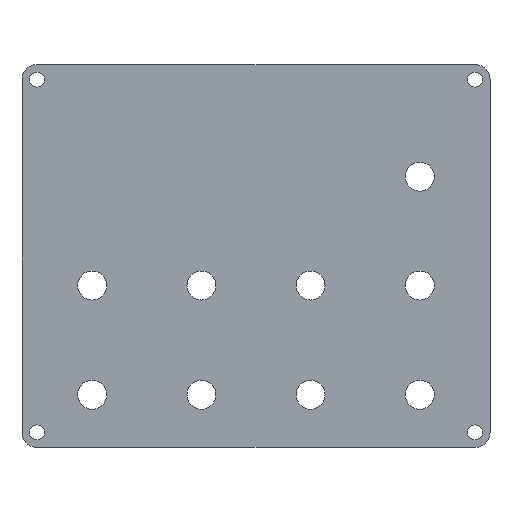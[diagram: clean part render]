
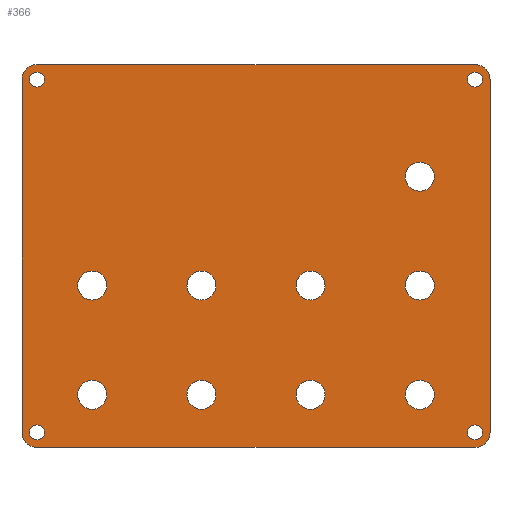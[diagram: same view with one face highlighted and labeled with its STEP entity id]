
A CAD part, top view. The second image highlights one B-rep face of the part: STEP entity #366.
In plain terms, the highlighted planar face has unit normal (0, 0, 1).
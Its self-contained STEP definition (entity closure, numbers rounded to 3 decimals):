
#42 = VERTEX_POINT('',#43);
#43 = CARTESIAN_POINT('',(93.6,3.2,1.6));
#49 = EDGE_CURVE('',#42,#50,#52,.T.);
#50 = VERTEX_POINT('',#51);
#51 = CARTESIAN_POINT('',(96.798,0.18,1.6));
#52 = CIRCLE('',#53,3.198);
#53 = AXIS2_PLACEMENT_3D('',#54,#55,#56);
#54 = CARTESIAN_POINT('',(93.605,0.002,1.6));
#55 = DIRECTION('',(0.,0.,-1.));
#56 = DIRECTION('',(-0.002,1.,0.));
#84 = VERTEX_POINT('',#85);
#85 = CARTESIAN_POINT('',(0.,3.2,1.6));
#91 = EDGE_CURVE('',#84,#42,#92,.T.);
#92 = LINE('',#93,#94);
#93 = CARTESIAN_POINT('',(0.,3.2,1.6));
#94 = VECTOR('',#95,1.);
#95 = DIRECTION('',(1.,0.,0.));
#113 = EDGE_CURVE('',#50,#114,#116,.T.);
#114 = VERTEX_POINT('',#115);
#115 = CARTESIAN_POINT('',(96.8,0.,1.6));
#116 = LINE('',#117,#118);
#117 = CARTESIAN_POINT('',(96.798,0.18,1.6));
#118 = VECTOR('',#119,1.);
#119 = DIRECTION('',(0.013,-1.,0.));
#366 = ADVANCED_FACE('',(#367,#445,#456,#467,#478,#489,#500,#511,#522,
    #533,#544,#555,#566,#577),#588,.T.);
#367 = FACE_BOUND('',#368,.T.);
#368 = EDGE_LOOP('',(#369,#370,#371,#379,#388,#396,#404,#413,#421,#429,
    #438,#444));
#369 = ORIENTED_EDGE('',*,*,#49,.F.);
#370 = ORIENTED_EDGE('',*,*,#91,.F.);
#371 = ORIENTED_EDGE('',*,*,#372,.F.);
#372 = EDGE_CURVE('',#373,#84,#375,.T.);
#373 = VERTEX_POINT('',#374);
#374 = CARTESIAN_POINT('',(-0.18,3.198,1.6));
#375 = LINE('',#376,#377);
#376 = CARTESIAN_POINT('',(-0.18,3.198,1.6));
#377 = VECTOR('',#378,1.);
#378 = DIRECTION('',(1.,0.013,0.));
#379 = ORIENTED_EDGE('',*,*,#380,.F.);
#380 = EDGE_CURVE('',#381,#373,#383,.T.);
#381 = VERTEX_POINT('',#382);
#382 = CARTESIAN_POINT('',(-3.2,0.,1.6));
#383 = CIRCLE('',#384,3.198);
#384 = AXIS2_PLACEMENT_3D('',#385,#386,#387);
#385 = CARTESIAN_POINT('',(-0.002,0.005,1.6));
#386 = DIRECTION('',(0.,0.,-1.));
#387 = DIRECTION('',(-1.,-0.001,-0.));
#388 = ORIENTED_EDGE('',*,*,#389,.F.);
#389 = EDGE_CURVE('',#390,#381,#392,.T.);
#390 = VERTEX_POINT('',#391);
#391 = CARTESIAN_POINT('',(-3.2,-75.41,1.6));
#392 = LINE('',#393,#394);
#393 = CARTESIAN_POINT('',(-3.2,-75.41,1.6));
#394 = VECTOR('',#395,1.);
#395 = DIRECTION('',(0.,1.,0.));
#396 = ORIENTED_EDGE('',*,*,#397,.F.);
#397 = EDGE_CURVE('',#398,#390,#400,.T.);
#398 = VERTEX_POINT('',#399);
#399 = CARTESIAN_POINT('',(-3.198,-75.59,1.6));
#400 = LINE('',#401,#402);
#401 = CARTESIAN_POINT('',(-3.198,-75.59,1.6));
#402 = VECTOR('',#403,1.);
#403 = DIRECTION('',(-0.014,1.,0.));
#404 = ORIENTED_EDGE('',*,*,#405,.F.);
#405 = EDGE_CURVE('',#406,#398,#408,.T.);
#406 = VERTEX_POINT('',#407);
#407 = CARTESIAN_POINT('',(0.,-78.61,1.6));
#408 = CIRCLE('',#409,3.198);
#409 = AXIS2_PLACEMENT_3D('',#410,#411,#412);
#410 = CARTESIAN_POINT('',(-0.005,-75.412,1.6));
#411 = DIRECTION('',(0.,0.,-1.));
#412 = DIRECTION('',(0.001,-1.,0.));
#413 = ORIENTED_EDGE('',*,*,#414,.F.);
#414 = EDGE_CURVE('',#415,#406,#417,.T.);
#415 = VERTEX_POINT('',#416);
#416 = CARTESIAN_POINT('',(93.6,-78.61,1.6));
#417 = LINE('',#418,#419);
#418 = CARTESIAN_POINT('',(93.6,-78.61,1.6));
#419 = VECTOR('',#420,1.);
#420 = DIRECTION('',(-1.,0.,0.));
#421 = ORIENTED_EDGE('',*,*,#422,.F.);
#422 = EDGE_CURVE('',#423,#415,#425,.T.);
#423 = VERTEX_POINT('',#424);
#424 = CARTESIAN_POINT('',(93.78,-78.607,1.6));
#425 = LINE('',#426,#427);
#426 = CARTESIAN_POINT('',(93.78,-78.607,1.6));
#427 = VECTOR('',#428,1.);
#428 = DIRECTION('',(-1.,-0.014,0.));
#429 = ORIENTED_EDGE('',*,*,#430,.F.);
#430 = EDGE_CURVE('',#431,#423,#433,.T.);
#431 = VERTEX_POINT('',#432);
#432 = CARTESIAN_POINT('',(96.8,-75.41,1.6));
#433 = CIRCLE('',#434,3.198);
#434 = AXIS2_PLACEMENT_3D('',#435,#436,#437);
#435 = CARTESIAN_POINT('',(93.602,-75.414,1.6));
#436 = DIRECTION('',(0.,0.,-1.));
#437 = DIRECTION('',(1.,0.001,0.));
#438 = ORIENTED_EDGE('',*,*,#439,.F.);
#439 = EDGE_CURVE('',#114,#431,#440,.T.);
#440 = LINE('',#441,#442);
#441 = CARTESIAN_POINT('',(96.8,0.,1.6));
#442 = VECTOR('',#443,1.);
#443 = DIRECTION('',(0.,-1.,0.));
#444 = ORIENTED_EDGE('',*,*,#113,.F.);
#445 = FACE_BOUND('',#446,.T.);
#446 = EDGE_LOOP('',(#447));
#447 = ORIENTED_EDGE('',*,*,#448,.T.);
#448 = EDGE_CURVE('',#449,#449,#451,.T.);
#449 = VERTEX_POINT('',#450);
#450 = CARTESIAN_POINT('',(0.,-77.01,1.6));
#451 = CIRCLE('',#452,1.6);
#452 = AXIS2_PLACEMENT_3D('',#453,#454,#455);
#453 = CARTESIAN_POINT('',(0.,-75.41,1.6));
#454 = DIRECTION('',(-0.,0.,-1.));
#455 = DIRECTION('',(0.,-1.,0.));
#456 = FACE_BOUND('',#457,.T.);
#457 = EDGE_LOOP('',(#458));
#458 = ORIENTED_EDGE('',*,*,#459,.F.);
#459 = EDGE_CURVE('',#460,#460,#462,.T.);
#460 = VERTEX_POINT('',#461);
#461 = CARTESIAN_POINT('',(14.9,-67.347,1.6));
#462 = CIRCLE('',#463,3.1);
#463 = AXIS2_PLACEMENT_3D('',#464,#465,#466);
#464 = CARTESIAN_POINT('',(11.8,-67.347,1.6));
#465 = DIRECTION('',(0.,0.,1.));
#466 = DIRECTION('',(1.,0.,-0.));
#467 = FACE_BOUND('',#468,.T.);
#468 = EDGE_LOOP('',(#469));
#469 = ORIENTED_EDGE('',*,*,#470,.F.);
#470 = EDGE_CURVE('',#471,#471,#473,.T.);
#471 = VERTEX_POINT('',#472);
#472 = CARTESIAN_POINT('',(38.233,-67.347,1.6));
#473 = CIRCLE('',#474,3.1);
#474 = AXIS2_PLACEMENT_3D('',#475,#476,#477);
#475 = CARTESIAN_POINT('',(35.133,-67.347,1.6));
#476 = DIRECTION('',(0.,0.,1.));
#477 = DIRECTION('',(1.,0.,-0.));
#478 = FACE_BOUND('',#479,.T.);
#479 = EDGE_LOOP('',(#480));
#480 = ORIENTED_EDGE('',*,*,#481,.F.);
#481 = EDGE_CURVE('',#482,#482,#484,.T.);
#482 = VERTEX_POINT('',#483);
#483 = CARTESIAN_POINT('',(14.9,-44.013,1.6));
#484 = CIRCLE('',#485,3.1);
#485 = AXIS2_PLACEMENT_3D('',#486,#487,#488);
#486 = CARTESIAN_POINT('',(11.8,-44.013,1.6));
#487 = DIRECTION('',(0.,0.,1.));
#488 = DIRECTION('',(1.,0.,-0.));
#489 = FACE_BOUND('',#490,.T.);
#490 = EDGE_LOOP('',(#491));
#491 = ORIENTED_EDGE('',*,*,#492,.F.);
#492 = EDGE_CURVE('',#493,#493,#495,.T.);
#493 = VERTEX_POINT('',#494);
#494 = CARTESIAN_POINT('',(38.233,-44.013,1.6));
#495 = CIRCLE('',#496,3.1);
#496 = AXIS2_PLACEMENT_3D('',#497,#498,#499);
#497 = CARTESIAN_POINT('',(35.133,-44.013,1.6));
#498 = DIRECTION('',(0.,0.,1.));
#499 = DIRECTION('',(1.,0.,-0.));
#500 = FACE_BOUND('',#501,.T.);
#501 = EDGE_LOOP('',(#502));
#502 = ORIENTED_EDGE('',*,*,#503,.F.);
#503 = EDGE_CURVE('',#504,#504,#506,.T.);
#504 = VERTEX_POINT('',#505);
#505 = CARTESIAN_POINT('',(61.567,-67.347,1.6));
#506 = CIRCLE('',#507,3.1);
#507 = AXIS2_PLACEMENT_3D('',#508,#509,#510);
#508 = CARTESIAN_POINT('',(58.467,-67.347,1.6));
#509 = DIRECTION('',(0.,0.,1.));
#510 = DIRECTION('',(1.,0.,-0.));
#511 = FACE_BOUND('',#512,.T.);
#512 = EDGE_LOOP('',(#513));
#513 = ORIENTED_EDGE('',*,*,#514,.F.);
#514 = EDGE_CURVE('',#515,#515,#517,.T.);
#515 = VERTEX_POINT('',#516);
#516 = CARTESIAN_POINT('',(84.9,-67.347,1.6));
#517 = CIRCLE('',#518,3.1);
#518 = AXIS2_PLACEMENT_3D('',#519,#520,#521);
#519 = CARTESIAN_POINT('',(81.8,-67.347,1.6));
#520 = DIRECTION('',(0.,0.,1.));
#521 = DIRECTION('',(1.,0.,-0.));
#522 = FACE_BOUND('',#523,.T.);
#523 = EDGE_LOOP('',(#524));
#524 = ORIENTED_EDGE('',*,*,#525,.T.);
#525 = EDGE_CURVE('',#526,#526,#528,.T.);
#526 = VERTEX_POINT('',#527);
#527 = CARTESIAN_POINT('',(93.6,-77.01,1.6));
#528 = CIRCLE('',#529,1.6);
#529 = AXIS2_PLACEMENT_3D('',#530,#531,#532);
#530 = CARTESIAN_POINT('',(93.6,-75.41,1.6));
#531 = DIRECTION('',(-0.,0.,-1.));
#532 = DIRECTION('',(0.,-1.,0.));
#533 = FACE_BOUND('',#534,.T.);
#534 = EDGE_LOOP('',(#535));
#535 = ORIENTED_EDGE('',*,*,#536,.F.);
#536 = EDGE_CURVE('',#537,#537,#539,.T.);
#537 = VERTEX_POINT('',#538);
#538 = CARTESIAN_POINT('',(61.567,-44.013,1.6));
#539 = CIRCLE('',#540,3.1);
#540 = AXIS2_PLACEMENT_3D('',#541,#542,#543);
#541 = CARTESIAN_POINT('',(58.467,-44.013,1.6));
#542 = DIRECTION('',(0.,0.,1.));
#543 = DIRECTION('',(1.,0.,-0.));
#544 = FACE_BOUND('',#545,.T.);
#545 = EDGE_LOOP('',(#546));
#546 = ORIENTED_EDGE('',*,*,#547,.F.);
#547 = EDGE_CURVE('',#548,#548,#550,.T.);
#548 = VERTEX_POINT('',#549);
#549 = CARTESIAN_POINT('',(84.9,-44.013,1.6));
#550 = CIRCLE('',#551,3.1);
#551 = AXIS2_PLACEMENT_3D('',#552,#553,#554);
#552 = CARTESIAN_POINT('',(81.8,-44.013,1.6));
#553 = DIRECTION('',(0.,0.,1.));
#554 = DIRECTION('',(1.,0.,-0.));
#555 = FACE_BOUND('',#556,.T.);
#556 = EDGE_LOOP('',(#557));
#557 = ORIENTED_EDGE('',*,*,#558,.T.);
#558 = EDGE_CURVE('',#559,#559,#561,.T.);
#559 = VERTEX_POINT('',#560);
#560 = CARTESIAN_POINT('',(0.,-1.6,1.6));
#561 = CIRCLE('',#562,1.6);
#562 = AXIS2_PLACEMENT_3D('',#563,#564,#565);
#563 = CARTESIAN_POINT('',(0.,0.,1.6));
#564 = DIRECTION('',(-0.,0.,-1.));
#565 = DIRECTION('',(0.,-1.,-0.));
#566 = FACE_BOUND('',#567,.T.);
#567 = EDGE_LOOP('',(#568));
#568 = ORIENTED_EDGE('',*,*,#569,.F.);
#569 = EDGE_CURVE('',#570,#570,#572,.T.);
#570 = VERTEX_POINT('',#571);
#571 = CARTESIAN_POINT('',(84.9,-20.758,1.6));
#572 = CIRCLE('',#573,3.1);
#573 = AXIS2_PLACEMENT_3D('',#574,#575,#576);
#574 = CARTESIAN_POINT('',(81.8,-20.758,1.6));
#575 = DIRECTION('',(0.,0.,1.));
#576 = DIRECTION('',(1.,0.,-0.));
#577 = FACE_BOUND('',#578,.T.);
#578 = EDGE_LOOP('',(#579));
#579 = ORIENTED_EDGE('',*,*,#580,.T.);
#580 = EDGE_CURVE('',#581,#581,#583,.T.);
#581 = VERTEX_POINT('',#582);
#582 = CARTESIAN_POINT('',(93.6,-1.6,1.6));
#583 = CIRCLE('',#584,1.6);
#584 = AXIS2_PLACEMENT_3D('',#585,#586,#587);
#585 = CARTESIAN_POINT('',(93.6,0.,1.6));
#586 = DIRECTION('',(-0.,0.,-1.));
#587 = DIRECTION('',(0.,-1.,0.));
#588 = PLANE('',#589);
#589 = AXIS2_PLACEMENT_3D('',#590,#591,#592);
#590 = CARTESIAN_POINT('',(0.,0.,1.6));
#591 = DIRECTION('',(0.,0.,1.));
#592 = DIRECTION('',(1.,0.,-0.));
